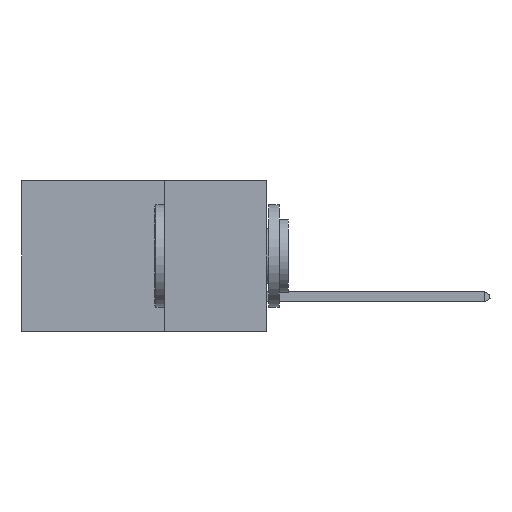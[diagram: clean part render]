
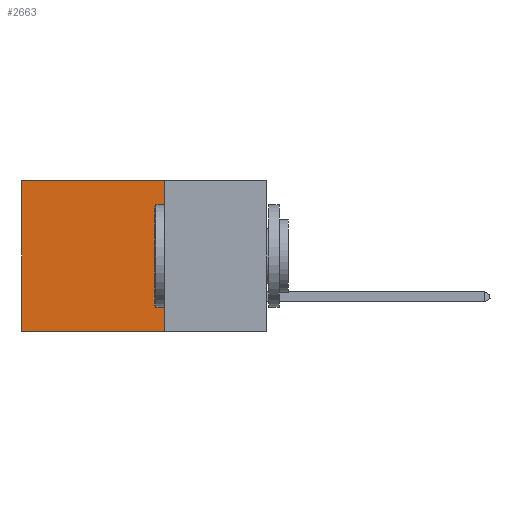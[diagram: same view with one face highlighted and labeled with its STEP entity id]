
A CAD part, left-side view. The second image highlights one B-rep face of the part: STEP entity #2663.
In plain terms, the highlighted planar face has unit normal (-1, 0, 0).
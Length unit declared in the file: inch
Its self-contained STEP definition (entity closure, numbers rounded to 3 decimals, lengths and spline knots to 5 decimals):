
#564 = LINE ( 'NONE', #44579, #7559 ) ;
#1045 = CARTESIAN_POINT ( 'NONE',  ( 0.2875, 0.25, 0. ) ) ;
#1207 = VERTEX_POINT ( 'NONE', #18065 ) ;
#2663 = ADVANCED_FACE ( 'NONE', ( #26190 ), #29825, .F. ) ;
#3885 = AXIS2_PLACEMENT_3D ( 'NONE', #11059, #44803, #37171 ) ;
#4055 = VERTEX_POINT ( 'NONE', #20097 ) ;
#4268 = DIRECTION ( 'NONE',  ( 0., 0., -1. ) ) ;
#7559 = VECTOR ( 'NONE', #21810, 39.37008 ) ;
#9582 = EDGE_CURVE ( 'NONE', #4055, #37436, #22920, .T. ) ;
#11059 = CARTESIAN_POINT ( 'NONE',  ( 0.2875, 0.25, 0. ) ) ;
#14077 = EDGE_LOOP ( 'NONE', ( #36457, #33757, #35891, #15311 ) ) ;
#15311 = ORIENTED_EDGE ( 'NONE', *, *, #20976, .T. ) ;
#18033 = CARTESIAN_POINT ( 'NONE',  ( 0.2875, 0.6, 0. ) ) ;
#18065 = CARTESIAN_POINT ( 'NONE',  ( 0.2875, 0.25, -0.37 ) ) ;
#18783 = LINE ( 'NONE', #44160, #46152 ) ;
#18853 = VECTOR ( 'NONE', #4268, 39.37008 ) ;
#19108 = VECTOR ( 'NONE', #23185, 39.37008 ) ;
#20097 = CARTESIAN_POINT ( 'NONE',  ( 0.2875, 0.6, 0. ) ) ;
#20976 = EDGE_CURVE ( 'NONE', #47963, #4055, #18783, .T. ) ;
#21810 = DIRECTION ( 'NONE',  ( 0., 0., -1. ) ) ;
#22920 = LINE ( 'NONE', #18033, #18853 ) ;
#23185 = DIRECTION ( 'NONE',  ( 0., 1., 0. ) ) ;
#26190 = FACE_OUTER_BOUND ( 'NONE', #14077, .T. ) ;
#29036 = DIRECTION ( 'NONE',  ( 0., 1., 0. ) ) ;
#29825 = PLANE ( 'NONE',  #3885 ) ;
#31858 = EDGE_CURVE ( 'NONE', #47963, #1207, #564, .T. ) ;
#33757 = ORIENTED_EDGE ( 'NONE', *, *, #42442, .F. ) ;
#35891 = ORIENTED_EDGE ( 'NONE', *, *, #31858, .F. ) ;
#36457 = ORIENTED_EDGE ( 'NONE', *, *, #9582, .T. ) ;
#36584 = LINE ( 'NONE', #41564, #19108 ) ;
#37171 = DIRECTION ( 'NONE',  ( 0., 0., -1. ) ) ;
#37436 = VERTEX_POINT ( 'NONE', #46543 ) ;
#41564 = CARTESIAN_POINT ( 'NONE',  ( 0.2875, 0.25, -0.37 ) ) ;
#42442 = EDGE_CURVE ( 'NONE', #1207, #37436, #36584, .T. ) ;
#44160 = CARTESIAN_POINT ( 'NONE',  ( 0.2875, 0.25, 0. ) ) ;
#44579 = CARTESIAN_POINT ( 'NONE',  ( 0.2875, 0.25, 0. ) ) ;
#44803 = DIRECTION ( 'NONE',  ( 1., 0., 0. ) ) ;
#46152 = VECTOR ( 'NONE', #29036, 39.37008 ) ;
#46543 = CARTESIAN_POINT ( 'NONE',  ( 0.2875, 0.6, -0.37 ) ) ;
#47963 = VERTEX_POINT ( 'NONE', #1045 ) ;
